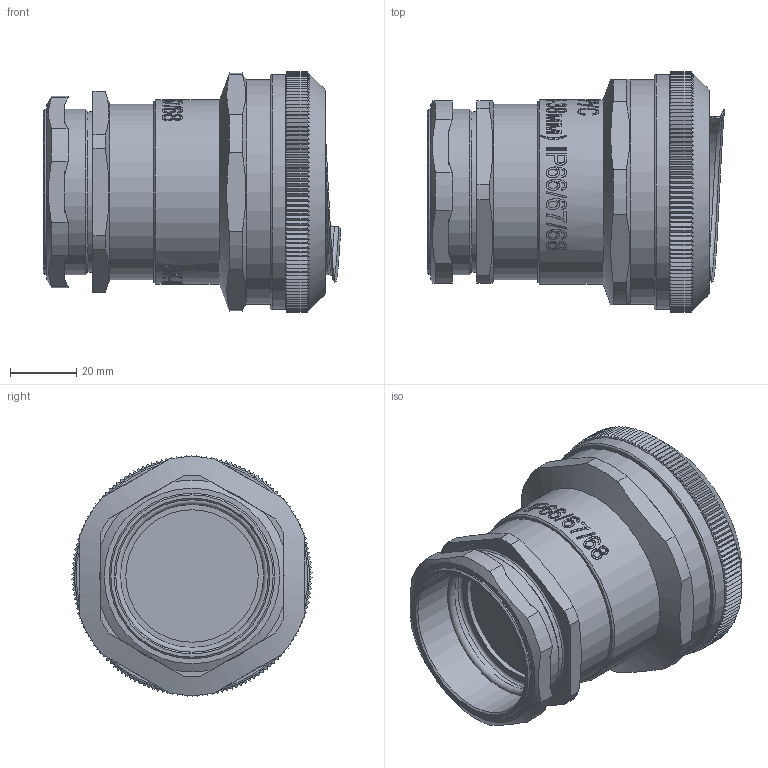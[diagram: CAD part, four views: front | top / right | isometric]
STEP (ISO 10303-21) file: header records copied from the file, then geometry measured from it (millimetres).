
FILE_DESCRIPTION(/* description */ (''),/* implementation_level */ '2;1');
FILE_NAME(/* name */ 'Модель ВК-М50-38-МР50.stp',/* time_stamp */ '2020-07-17T13:23:05+07:00',/* author */ ('Борисов Е'),/* organization */ (''),/* preprocessor_version */ 'ST-DEVELOPER v17',/* originating_system */ 'Autodesk Inventor 2019',/* authorisation */ '');
FILE_SCHEMA (('AUTOMOTIVE_DESIGN { 1 0 10303 214 3 1 1 }'));
Length unit declared in the file: millimetre
Products named in the file (1): Модель ВК-М5
0-38-МР50
Bounding box: 89.81 x 72.54 x 72.55 mm (x, y, z)
Volume: 164605.7 mm3; surface area: 39091.8 mm2
Topology: 1 solids, 1 shells, 922 faces, 2563 edges, 1715 vertices
Faces by surface type: plane 469, bspline 337, cylinder 92, cone 19, torus 5
Full cylindrical faces by diameter (mm): 40 x1, 46 x2, 48.6 x1, 49.2 x1, 50 x3, 53 x1, 55.6 x1, 59 x2, 61.2 x1, 67.8 x1, 71 x1
Entity records: 37583 total; most frequent: CARTESIAN_POINT 16884, ORIENTED_EDGE 5126, DIRECTION 2707, EDGE_CURVE 2563, VERTEX_POINT 1715, EDGE_LOOP 994, LINE 949, VECTOR 949
